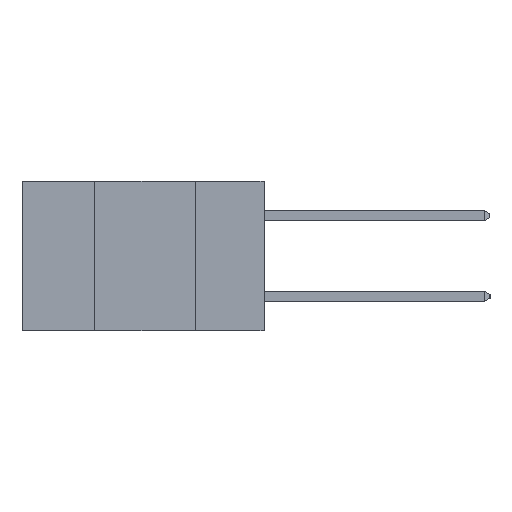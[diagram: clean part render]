
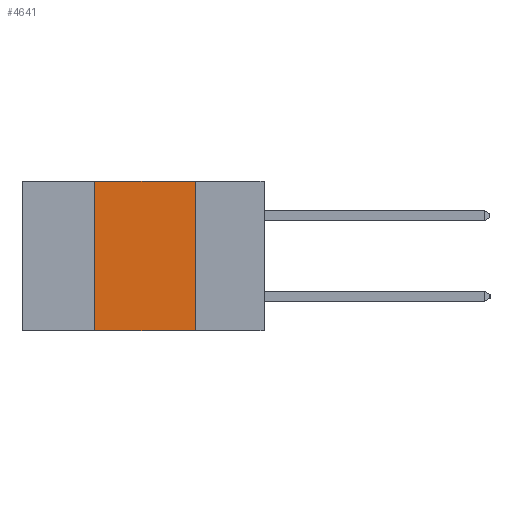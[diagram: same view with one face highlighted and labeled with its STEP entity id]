
A CAD part, left-side view. The second image highlights one B-rep face of the part: STEP entity #4641.
In plain terms, the highlighted planar face has unit normal (-1, 0, 0).
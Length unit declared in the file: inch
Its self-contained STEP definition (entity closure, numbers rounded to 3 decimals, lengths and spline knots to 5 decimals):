
#418 = VECTOR ( 'NONE', #6215, 39.37008 ) ;
#536 = CARTESIAN_POINT ( 'NONE',  ( 0., 0.42, -0.37 ) ) ;
#942 = EDGE_LOOP ( 'NONE', ( #3449, #8588, #10860, #6785 ) ) ;
#2402 = CARTESIAN_POINT ( 'NONE',  ( 0., 0.6, -0.37 ) ) ;
#3114 = LINE ( 'NONE', #2402, #418 ) ;
#3260 = EDGE_CURVE ( 'NONE', #11760, #6697, #10523, .T. ) ;
#3449 = ORIENTED_EDGE ( 'NONE', *, *, #6925, .F. ) ;
#4364 = VERTEX_POINT ( 'NONE', #8857 ) ;
#4366 = EDGE_CURVE ( 'NONE', #11760, #4364, #3114, .T. ) ;
#4641 = ADVANCED_FACE ( 'NONE', ( #10182 ), #10045, .F. ) ;
#4719 = DIRECTION ( 'NONE',  ( 1., 0., 0. ) ) ;
#4853 = VERTEX_POINT ( 'NONE', #6133 ) ;
#5260 = DIRECTION ( 'NONE',  ( 0., 0., -1. ) ) ;
#6110 = LINE ( 'NONE', #9087, #10491 ) ;
#6133 = CARTESIAN_POINT ( 'NONE',  ( 0., 0.17, 0. ) ) ;
#6215 = DIRECTION ( 'NONE',  ( 0., -1., 0. ) ) ;
#6285 = AXIS2_PLACEMENT_3D ( 'NONE', #7431, #4719, #10893 ) ;
#6697 = VERTEX_POINT ( 'NONE', #8473 ) ;
#6703 = LINE ( 'NONE', #10547, #9056 ) ;
#6785 = ORIENTED_EDGE ( 'NONE', *, *, #4366, .T. ) ;
#6925 = EDGE_CURVE ( 'NONE', #4853, #4364, #6703, .T. ) ;
#7389 = CARTESIAN_POINT ( 'NONE',  ( 0., 0.42, -0.37 ) ) ;
#7431 = CARTESIAN_POINT ( 'NONE',  ( 0., 0.6, 0. ) ) ;
#7961 = VECTOR ( 'NONE', #9175, 39.37008 ) ;
#8473 = CARTESIAN_POINT ( 'NONE',  ( 0., 0.42, 0. ) ) ;
#8588 = ORIENTED_EDGE ( 'NONE', *, *, #10646, .F. ) ;
#8857 = CARTESIAN_POINT ( 'NONE',  ( 0., 0.17, -0.37 ) ) ;
#9056 = VECTOR ( 'NONE', #5260, 39.37008 ) ;
#9087 = CARTESIAN_POINT ( 'NONE',  ( 0., 0.6, 0. ) ) ;
#9175 = DIRECTION ( 'NONE',  ( 0., 0., 1. ) ) ;
#9939 = DIRECTION ( 'NONE',  ( 0., -1., 0. ) ) ;
#10045 = PLANE ( 'NONE',  #6285 ) ;
#10182 = FACE_OUTER_BOUND ( 'NONE', #942, .T. ) ;
#10491 = VECTOR ( 'NONE', #9939, 39.37008 ) ;
#10523 = LINE ( 'NONE', #7389, #7961 ) ;
#10547 = CARTESIAN_POINT ( 'NONE',  ( 0., 0.17, -0.37 ) ) ;
#10646 = EDGE_CURVE ( 'NONE', #6697, #4853, #6110, .T. ) ;
#10860 = ORIENTED_EDGE ( 'NONE', *, *, #3260, .F. ) ;
#10893 = DIRECTION ( 'NONE',  ( 0., 0., -1. ) ) ;
#11760 = VERTEX_POINT ( 'NONE', #536 ) ;
